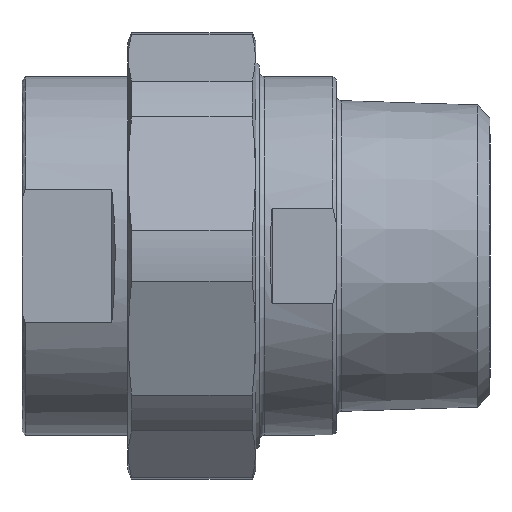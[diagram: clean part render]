
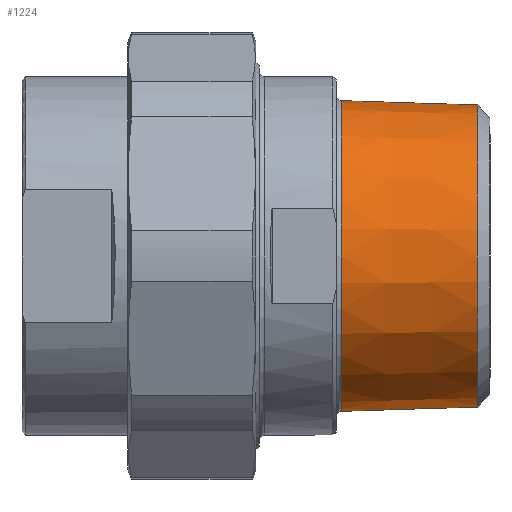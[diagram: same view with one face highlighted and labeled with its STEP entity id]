
A CAD part, front view. The second image highlights one B-rep face of the part: STEP entity #1224.
In plain terms, the highlighted conical face has half-angle 1.8 degrees and reference radius 23.877 mm.
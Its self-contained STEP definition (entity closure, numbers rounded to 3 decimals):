
#66=CONICAL_SURFACE('',#1428,23.877,0.031);
#174=FACE_OUTER_BOUND('',#254,.T.);
#254=EDGE_LOOP('',(#1016,#1017,#1018,#1019,#1020,#1021));
#326=LINE('',#2196,#384);
#384=VECTOR('',#1746,23.877);
#458=CIRCLE('',#1422,24.23);
#461=CIRCLE('',#1425,24.23);
#463=CIRCLE('',#1429,23.563);
#464=CIRCLE('',#1430,23.563);
#574=VERTEX_POINT('',#2185);
#575=VERTEX_POINT('',#2186);
#577=VERTEX_POINT('',#2195);
#578=VERTEX_POINT('',#2197);
#728=EDGE_CURVE('',#574,#575,#458,.T.);
#731=EDGE_CURVE('',#575,#574,#461,.T.);
#733=EDGE_CURVE('',#574,#577,#326,.T.);
#734=EDGE_CURVE('',#578,#577,#463,.T.);
#735=EDGE_CURVE('',#577,#578,#464,.T.);
#1016=ORIENTED_EDGE('',*,*,#728,.F.);
#1017=ORIENTED_EDGE('',*,*,#733,.T.);
#1018=ORIENTED_EDGE('',*,*,#734,.F.);
#1019=ORIENTED_EDGE('',*,*,#735,.F.);
#1020=ORIENTED_EDGE('',*,*,#733,.F.);
#1021=ORIENTED_EDGE('',*,*,#731,.F.);
#1224=ADVANCED_FACE('',(#174),#66,.T.);
#1422=AXIS2_PLACEMENT_3D('',#2187,#1732,#1733);
#1425=AXIS2_PLACEMENT_3D('',#2191,#1738,#1739);
#1428=AXIS2_PLACEMENT_3D('',#2194,#1744,#1745);
#1429=AXIS2_PLACEMENT_3D('',#2198,#1747,#1748);
#1430=AXIS2_PLACEMENT_3D('',#2199,#1749,#1750);
#1732=DIRECTION('center_axis',(1.,0.,0.));
#1733=DIRECTION('ref_axis',(0.,-1.,0.));
#1738=DIRECTION('center_axis',(1.,0.,0.));
#1739=DIRECTION('ref_axis',(0.,-1.,0.));
#1744=DIRECTION('center_axis',(1.,0.,0.));
#1745=DIRECTION('ref_axis',(0.,1.,0.));
#1746=DIRECTION('',(-1.,0.031,0.));
#1747=DIRECTION('center_axis',(-1.,0.,0.));
#1748=DIRECTION('ref_axis',(0.,-1.,0.));
#1749=DIRECTION('center_axis',(-1.,0.,0.));
#1750=DIRECTION('ref_axis',(0.,-1.,0.));
#2185=CARTESIAN_POINT('',(-23.275,-24.23,0.));
#2186=CARTESIAN_POINT('',(-23.275,0.,24.23));
#2187=CARTESIAN_POINT('Origin',(-23.275,0.,0.));
#2191=CARTESIAN_POINT('Origin',(-23.275,0.,0.));
#2194=CARTESIAN_POINT('Origin',(-34.5,0.,0.));
#2195=CARTESIAN_POINT('',(-44.501,-23.563,0.));
#2196=CARTESIAN_POINT('',(-34.5,-23.877,0.));
#2197=CARTESIAN_POINT('',(-44.501,23.563,0.));
#2198=CARTESIAN_POINT('Origin',(-44.501,0.,0.));
#2199=CARTESIAN_POINT('Origin',(-44.501,0.,0.));
